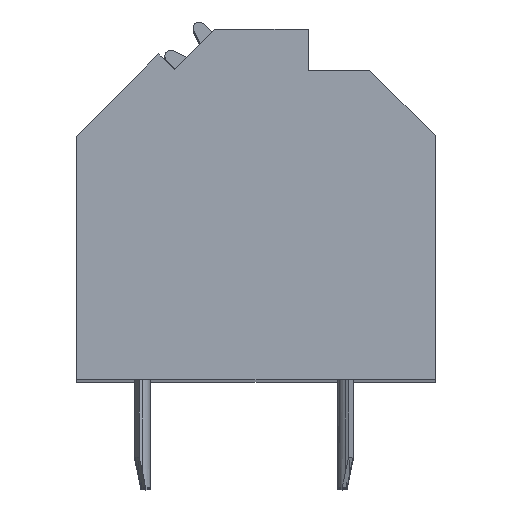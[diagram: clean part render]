
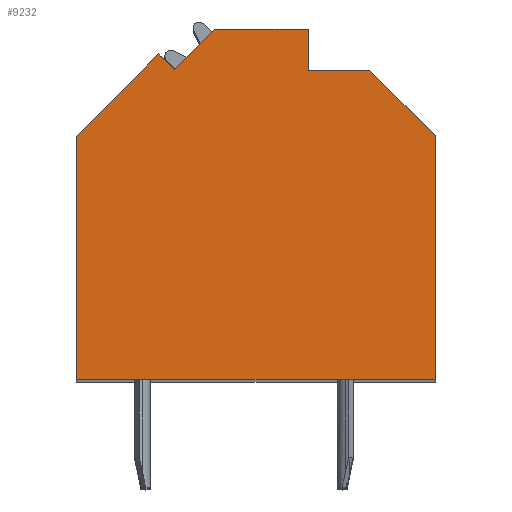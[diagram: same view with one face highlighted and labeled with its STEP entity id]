
A CAD part, top view. The second image highlights one B-rep face of the part: STEP entity #9232.
In plain terms, the highlighted planar face has unit normal (0, 0, 1).
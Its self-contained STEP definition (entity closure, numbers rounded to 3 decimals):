
#739=DIRECTION('',(-0.707,-0.707,0.));
#740=VECTOR('',#739,1.897);
#741=CARTESIAN_POINT('',(-1.39,5.718,54.205));
#742=LINE('',#741,#740);
#743=DIRECTION('',(-1.,0.,0.));
#744=VECTOR('',#743,3.14);
#745=CARTESIAN_POINT('',(1.75,5.718,54.205));
#746=LINE('',#745,#744);
#747=DIRECTION('',(0.,1.,0.));
#748=VECTOR('',#747,1.368);
#749=CARTESIAN_POINT('',(1.75,4.35,54.205));
#750=LINE('',#749,#748);
#751=DIRECTION('',(-1.,0.,0.));
#752=VECTOR('',#751,2.05);
#753=CARTESIAN_POINT('',(3.8,4.35,54.205));
#754=LINE('',#753,#752);
#755=DIRECTION('',(-0.707,0.707,0.));
#756=VECTOR('',#755,3.111);
#757=CARTESIAN_POINT('',(6.,2.15,54.205));
#758=LINE('',#757,#756);
#759=DIRECTION('',(0.,1.,0.));
#760=VECTOR('',#759,8.15);
#761=CARTESIAN_POINT('',(6.,-6.,54.205));
#762=LINE('',#761,#760);
#763=DIRECTION('',(1.,0.,0.));
#764=VECTOR('',#763,12.);
#765=CARTESIAN_POINT('',(-6.,-6.,54.205));
#766=LINE('',#765,#764);
#767=DIRECTION('',(0.,-1.,0.));
#768=VECTOR('',#767,8.14);
#769=CARTESIAN_POINT('',(-6.,2.14,54.205));
#770=LINE('',#769,#768);
#771=DIRECTION('',(-0.707,-0.707,0.));
#772=VECTOR('',#771,3.892);
#773=CARTESIAN_POINT('',(-3.248,4.892,54.205));
#774=LINE('',#773,#772);
#775=DIRECTION('',(-0.707,0.707,0.));
#776=VECTOR('',#775,0.73);
#777=CARTESIAN_POINT('',(-2.732,4.376,54.205));
#778=LINE('',#777,#776);
#6505=CARTESIAN_POINT('',(-1.39,5.718,54.205));
#6506=CARTESIAN_POINT('',(-2.732,4.376,54.205));
#6507=VERTEX_POINT('',#6505);
#6508=VERTEX_POINT('',#6506);
#6509=CARTESIAN_POINT('',(-3.248,4.892,54.205));
#6510=VERTEX_POINT('',#6509);
#6511=CARTESIAN_POINT('',(-6.,2.14,54.205));
#6512=VERTEX_POINT('',#6511);
#6513=CARTESIAN_POINT('',(-6.,-6.,54.205));
#6514=VERTEX_POINT('',#6513);
#6515=CARTESIAN_POINT('',(6.,-6.,54.205));
#6516=VERTEX_POINT('',#6515);
#6517=CARTESIAN_POINT('',(6.,2.15,54.205));
#6518=VERTEX_POINT('',#6517);
#6519=CARTESIAN_POINT('',(3.8,4.35,54.205));
#6520=VERTEX_POINT('',#6519);
#6521=CARTESIAN_POINT('',(1.75,4.35,54.205));
#6522=VERTEX_POINT('',#6521);
#6523=CARTESIAN_POINT('',(1.75,5.718,54.205));
#6524=VERTEX_POINT('',#6523);
#9208=CARTESIAN_POINT('',(0.,0.,54.205));
#9209=DIRECTION('',(0.,0.,1.));
#9210=DIRECTION('',(1.,0.,0.));
#9211=AXIS2_PLACEMENT_3D('',#9208,#9209,#9210);
#9212=PLANE('',#9211);
#9214=ORIENTED_EDGE('',*,*,#9213,.F.);
#9216=ORIENTED_EDGE('',*,*,#9215,.F.);
#9218=ORIENTED_EDGE('',*,*,#9217,.F.);
#9220=ORIENTED_EDGE('',*,*,#9219,.F.);
#9222=ORIENTED_EDGE('',*,*,#9221,.F.);
#9224=ORIENTED_EDGE('',*,*,#9223,.F.);
#9226=ORIENTED_EDGE('',*,*,#9225,.F.);
#9227=ORIENTED_EDGE('',*,*,#8783,.F.);
#9228=ORIENTED_EDGE('',*,*,#9063,.F.);
#9229=ORIENTED_EDGE('',*,*,#8737,.F.);
#9230=EDGE_LOOP('',(#9214,#9216,#9218,#9220,#9222,#9224,#9226,#9227,#9228,
#9229));
#9231=FACE_OUTER_BOUND('',#9230,.F.);
#8737=EDGE_CURVE('',#6508,#6510,#778,.T.);
#8783=EDGE_CURVE('',#6512,#6514,#770,.T.);
#9063=EDGE_CURVE('',#6510,#6512,#774,.T.);
#9213=EDGE_CURVE('',#6507,#6508,#742,.T.);
#9215=EDGE_CURVE('',#6524,#6507,#746,.T.);
#9217=EDGE_CURVE('',#6522,#6524,#750,.T.);
#9219=EDGE_CURVE('',#6520,#6522,#754,.T.);
#9221=EDGE_CURVE('',#6518,#6520,#758,.T.);
#9223=EDGE_CURVE('',#6516,#6518,#762,.T.);
#9225=EDGE_CURVE('',#6514,#6516,#766,.T.);
#9232=ADVANCED_FACE('',(#9231),#9212,.T.);
